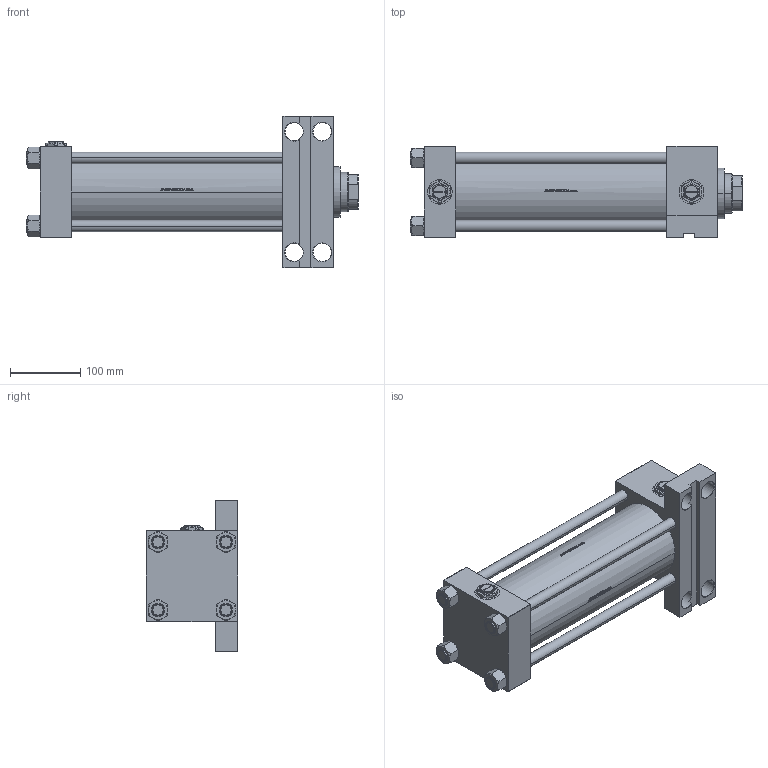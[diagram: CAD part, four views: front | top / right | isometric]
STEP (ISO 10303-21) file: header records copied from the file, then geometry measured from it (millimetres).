
FILE_DESCRIPTION (( 'STEP AP203' ), '1' );
FILE_NAME ('5b59.STEP', '2023-01-17T17:15:55', ( '' ), ( '' ), 'SwSTEP 2.0', 'SolidWorks 2019', '' );
FILE_SCHEMA (( 'CONFIG_CONTROL_DESIGN' ));
Length unit declared in the file: millimetre
Products named in the file (7): 5b59; V215_VC_A 2528f27c0bf5a3da066fe00990ea87cf; V215CR_VCP_F 2528f27c0bf5a3da066fe00990ea87cf; V215CR_F_Body 2528f27c0bf5a3da066fe00990ea87cf; Zatka_pro_OIL_PORT 2528f27c0bf5a3da066fe00990ea87cf; V215CR_F_TYCINKA 2528f27c0bf5a3da066fe00990ea87cf; NUT_M5_F 2528f27c0bf5a3da066fe00990ea87cf
Assembly tree (13 placements, depth 2):
  5b59
    V215CR_F_Body 2528f27c0bf5a3da066fe00990ea87cf
    V215CR_VCP_F 2528f27c0bf5a3da066fe00990ea87cf
    V215CR_F_TYCINKA 2528f27c0bf5a3da066fe00990ea87cf  x4
    NUT_M5_F 2528f27c0bf5a3da066fe00990ea87cf  x4
    V215_VC_A 2528f27c0bf5a3da066fe00990ea87cf
    Zatka_pro_OIL_PORT 2528f27c0bf5a3da066fe00990ea87cf  x2
Bounding box: 473 x 130 x 216 mm (x, y, z)
Volume: 3560017.1 mm3; surface area: 598165.1 mm2
Topology: 13 solids, 13 shells, 1258 faces, 3141 edges, 2031 vertices
Faces by surface type: plane 536, bspline 380, cone 194, cylinder 140, torus 8
Entity records: 50463 total; most frequent: CARTESIAN_POINT 26759, ORIENTED_EDGE 5354, DIRECTION 3480, EDGE_CURVE 2677, VERTEX_POINT 1751, VECTOR 1352, LINE 1352, EDGE_LOOP 1204
